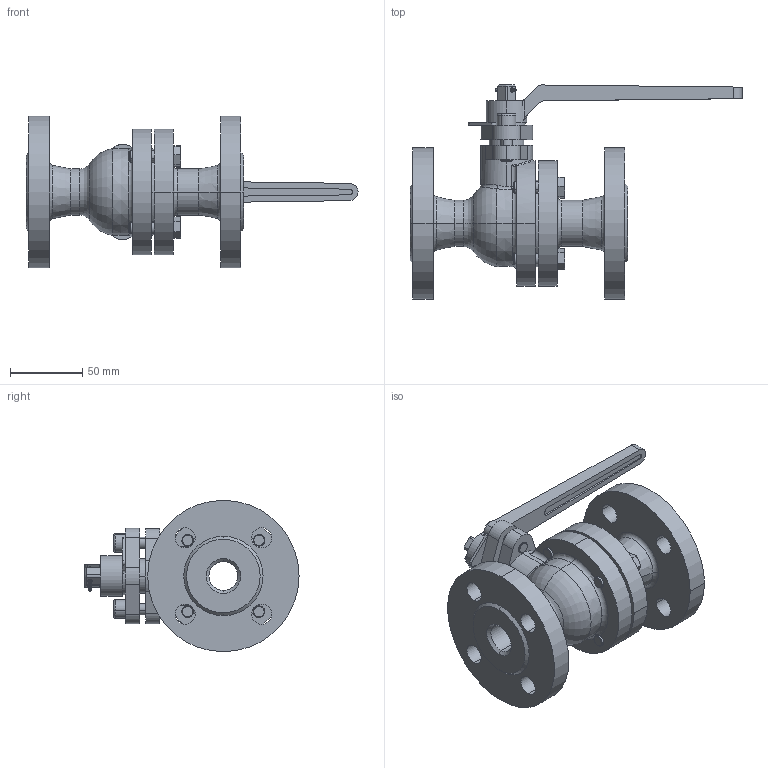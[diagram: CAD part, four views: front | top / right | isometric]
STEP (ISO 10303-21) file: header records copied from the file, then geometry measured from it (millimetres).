
FILE_DESCRIPTION (( 'STEP AP203' ), '1' );
FILE_NAME ('Q41F-20×°ÅäÌå1.STEP', '2023-08-23T07:01:11', ( '' ), ( '' ), 'SwSTEP 2.0', 'SolidWorks 2021', '' );
FILE_SCHEMA (( 'CONFIG_CONTROL_DESIGN' ));
Length unit declared in the file: millimetre
Products named in the file (10): hexagon socket head cap screws gb_GB_FASTENER_SCREWS_HSHCS M8X25-N; 20忒梟; 20奻概极; 20概裝; hex head bolts-full thread grade c gb_GB_FASTENER_BOLT_HHBFTC M8X30-N; 20隅弇輸; 种; 20沓蹋揤裔; 20狟概极; Q41F-20蚾饜极1
Assembly tree (13 placements, depth 2):
  Q41F-20蚾饜极1
    20狟概极
    20奻概极
    20概裝
    20沓蹋揤裔
    20隅弇輸
    20忒梟
    种
    hex head bolts-full thread grade c gb_GB_FASTENER_BOLT_HHBFTC M8X30-N  x4
    hexagon socket head cap screws gb_GB_FASTENER_SCREWS_HSHCS M8X25-N  x2
Bounding box: 230.27 x 148.5 x 105 mm (x, y, z)
Volume: 508770 mm3; surface area: 134473.4 mm2
Topology: 13 solids, 13 shells, 436 faces, 1053 edges, 659 vertices
Faces by surface type: cylinder 162, plane 159, cone 78, torus 30, bspline 5, sphere 2
Entity records: 12485 total; most frequent: CARTESIAN_POINT 2891, DIRECTION 1861, ORIENTED_EDGE 1714, EDGE_CURVE 857, AXIS2_PLACEMENT_3D 749, VERTEX_POINT 542, EDGE_LOOP 413, CIRCLE 393
